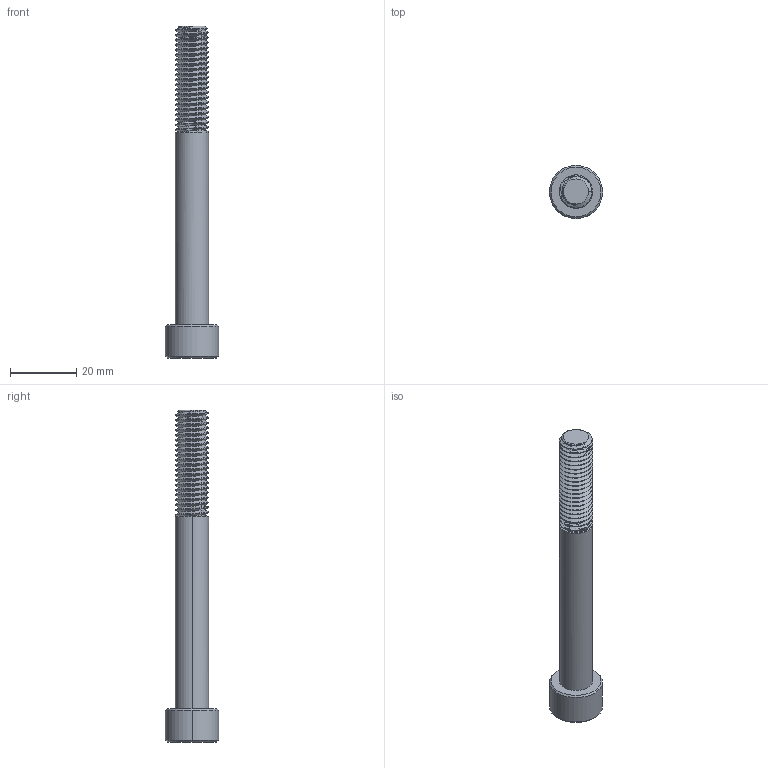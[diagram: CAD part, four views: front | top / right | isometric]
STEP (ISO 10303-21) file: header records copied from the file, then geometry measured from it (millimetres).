
FILE_DESCRIPTION (( 'STEP AP203' ), '1' );
FILE_NAME ('91502A235_Blue-Dyed Zinc-Plated Alloy Steel Socket Head Screw.STEP', '2021-07-09T14:16:00', ( 'Administrator' ), ( 'Managed by Terraform' ), 'SwSTEP 2.0', 'SolidWorks 2017', '' );
FILE_SCHEMA (( 'CONFIG_CONTROL_DESIGN' ));
Length unit declared in the file: millimetre
Products named in the file (1): 91502A235_Blue-Dyed Zinc-Plated Alloy Steel Socket Head Screw
Bounding box: 16 x 16 x 100 mm (x, y, z)
Volume: 8271.5 mm3; surface area: 4423 mm2
Topology: 1 solids, 1 shells, 119 faces, 327 edges, 212 vertices
Faces by surface type: cylinder 90, cone 16, plane 11, bspline 2
Entity records: 7793 total; most frequent: CARTESIAN_POINT 5229, ORIENTED_EDGE 654, DIRECTION 402, EDGE_CURVE 327, VERTEX_POINT 212, AXIS2_PLACEMENT_3D 146, EDGE_LOOP 121, ADVANCED_FACE 119
